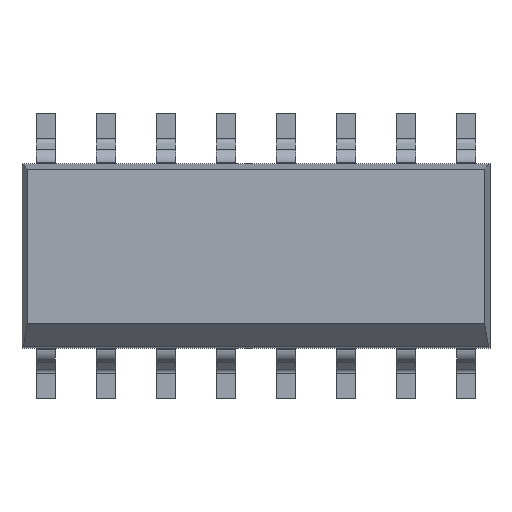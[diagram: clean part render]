
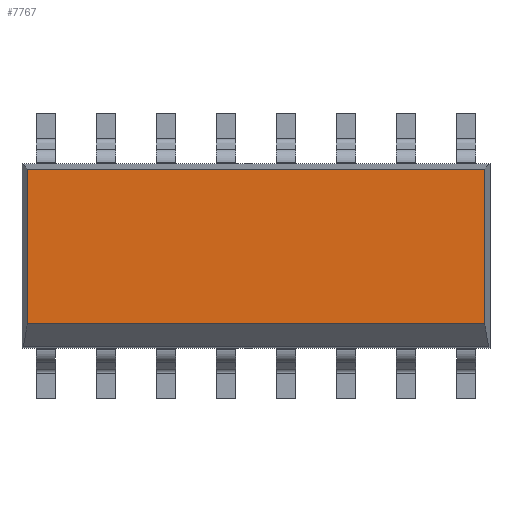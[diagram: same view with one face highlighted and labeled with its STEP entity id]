
A CAD part, top view. The second image highlights one B-rep face of the part: STEP entity #7767.
In plain terms, the highlighted planar face has unit normal (0, 0, 1).
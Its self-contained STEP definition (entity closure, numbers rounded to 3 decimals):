
#7728 = CARTESIAN_POINT ( 'NONE',  ( -4.835, 1.835, 1.6 ) ) ;
#7729 = VERTEX_POINT ( 'NONE', #7728 ) ;
#7730 = CARTESIAN_POINT ( 'NONE',  ( -4.835, -1.435, 1.6 ) ) ;
#7731 = VERTEX_POINT ( 'NONE', #7730 ) ;
#7732 = CARTESIAN_POINT ( 'NONE',  ( -4.835, -1.95, 1.6 ) ) ;
#7733 = DIRECTION ( 'NONE',  ( 0., -1., 0. ) ) ;
#7734 = VECTOR ( 'NONE', #7733, 1000. ) ;
#7735 = LINE ( 'NONE', #7732, #7734 ) ;
#7736 = EDGE_CURVE ( 'NONE', #7729, #7731, #7735, .T. ) ;
#7737 = ORIENTED_EDGE ( 'NONE', *, *, #7736, .T. ) ;
#7738 = CARTESIAN_POINT ( 'NONE',  ( 4.835, -1.435, 1.6 ) ) ;
#7739 = VERTEX_POINT ( 'NONE', #7738 ) ;
#7740 = CARTESIAN_POINT ( 'NONE',  ( 0., -1.435, 1.6 ) ) ;
#7741 = DIRECTION ( 'NONE',  ( 1., 0., 0. ) ) ;
#7742 = VECTOR ( 'NONE', #7741, 1000. ) ;
#7743 = LINE ( 'NONE', #7740, #7742 ) ;
#7744 = EDGE_CURVE ( 'NONE', #7731, #7739, #7743, .T. ) ;
#7745 = ORIENTED_EDGE ( 'NONE', *, *, #7744, .T. ) ;
#7746 = CARTESIAN_POINT ( 'NONE',  ( 4.835, 1.835, 1.6 ) ) ;
#7747 = VERTEX_POINT ( 'NONE', #7746 ) ;
#7748 = CARTESIAN_POINT ( 'NONE',  ( 4.835, 1.95, 1.6 ) ) ;
#7749 = DIRECTION ( 'NONE',  ( 0., 1., 0. ) ) ;
#7750 = VECTOR ( 'NONE', #7749, 1000. ) ;
#7751 = LINE ( 'NONE', #7748, #7750 ) ;
#7752 = EDGE_CURVE ( 'NONE', #7739, #7747, #7751, .T. ) ;
#7753 = ORIENTED_EDGE ( 'NONE', *, *, #7752, .T. ) ;
#7754 = CARTESIAN_POINT ( 'NONE',  ( -4.95, 1.835, 1.6 ) ) ;
#7755 = DIRECTION ( 'NONE',  ( -1., 0., 0. ) ) ;
#7756 = VECTOR ( 'NONE', #7755, 1000. ) ;
#7757 = LINE ( 'NONE', #7754, #7756 ) ;
#7758 = EDGE_CURVE ( 'NONE', #7747, #7729, #7757, .T. ) ;
#7759 = ORIENTED_EDGE ( 'NONE', *, *, #7758, .T. ) ;
#7760 = EDGE_LOOP ( 'NONE', ( #7737, #7745, #7753, #7759 ) ) ;
#7761 = FACE_OUTER_BOUND ( 'NONE', #7760, .T. ) ;
#7762 = CARTESIAN_POINT ( 'NONE',  ( 0., 0., 1.6 ) ) ;
#7763 = DIRECTION ( 'NONE',  ( 0., 0., 1. ) ) ;
#7764 = DIRECTION ( 'NONE',  ( 0., -1., 0. ) ) ;
#7765 = AXIS2_PLACEMENT_3D ( 'NONE', #7762, #7763, #7764 ) ;
#7766 = PLANE ( 'NONE', #7765 ) ;
#7767 = ADVANCED_FACE ( 'NONE', ( #7761 ), #7766, .T. ) ;
